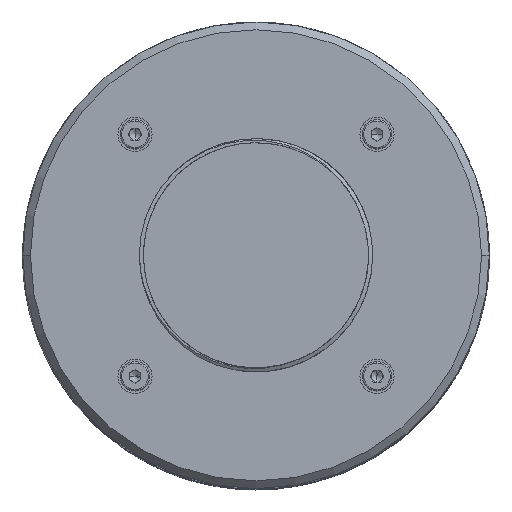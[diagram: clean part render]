
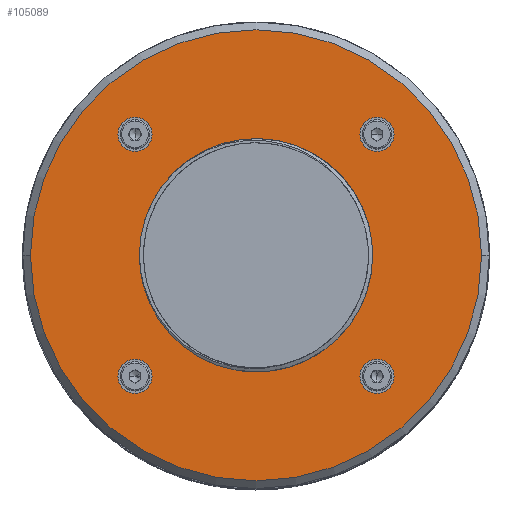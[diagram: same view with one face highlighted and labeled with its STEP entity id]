
A CAD part, top view. The second image highlights one B-rep face of the part: STEP entity #105089.
In plain terms, the highlighted planar face has unit normal (0, 0, 1).
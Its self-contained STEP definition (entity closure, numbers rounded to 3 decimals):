
#236 = CIRCLE ( 'NONE', #122480, 14.4 ) ;
#2056 = VERTEX_POINT ( 'NONE', #59225 ) ;
#2573 = CIRCLE ( 'NONE', #76254, 2.2 ) ;
#4697 = EDGE_CURVE ( 'NONE', #10111, #16648, #2573, .T. ) ;
#5240 = ORIENTED_EDGE ( 'NONE', *, *, #21651, .F. ) ;
#7621 = CARTESIAN_POINT ( 'NONE',  ( 15.556, -15.556, 26.55 ) ) ;
#10085 = DIRECTION ( 'NONE',  ( 0., 0., 1. ) ) ;
#10111 = VERTEX_POINT ( 'NONE', #73261 ) ;
#11284 = VERTEX_POINT ( 'NONE', #101162 ) ;
#13960 = EDGE_CURVE ( 'NONE', #16648, #10111, #21653, .T. ) ;
#14223 = CIRCLE ( 'NONE', #62479, 2.2 ) ;
#15841 = DIRECTION ( 'NONE',  ( 0., 0., -1. ) ) ;
#15859 = CARTESIAN_POINT ( 'NONE',  ( 15.556, 15.556, 26.55 ) ) ;
#16341 = CARTESIAN_POINT ( 'NONE',  ( 0., 30., 26.55 ) ) ;
#16648 = VERTEX_POINT ( 'NONE', #95665 ) ;
#19836 = DIRECTION ( 'NONE',  ( 1., 0., 0. ) ) ;
#21651 = EDGE_CURVE ( 'NONE', #41772, #2056, #69646, .T. ) ;
#21653 = CIRCLE ( 'NONE', #30689, 2.2 ) ;
#22505 = ORIENTED_EDGE ( 'NONE', *, *, #110318, .T. ) ;
#22936 = CIRCLE ( 'NONE', #111186, 2.2 ) ;
#24475 = VERTEX_POINT ( 'NONE', #57529 ) ;
#27474 = DIRECTION ( 'NONE',  ( 0., 0., 1. ) ) ;
#27676 = DIRECTION ( 'NONE',  ( 1., 0., 0. ) ) ;
#27737 = CARTESIAN_POINT ( 'NONE',  ( -15.556, -15.556, 26.55 ) ) ;
#29928 = DIRECTION ( 'NONE',  ( 1., 0., 0. ) ) ;
#30260 = ORIENTED_EDGE ( 'NONE', *, *, #60562, .F. ) ;
#30689 = AXIS2_PLACEMENT_3D ( 'NONE', #7621, #41098, #39650 ) ;
#30929 = FACE_OUTER_BOUND ( 'NONE', #49115, .T. ) ;
#32863 = CIRCLE ( 'NONE', #108123, 29. ) ;
#34385 = ORIENTED_EDGE ( 'NONE', *, *, #42774, .F. ) ;
#34581 = CIRCLE ( 'NONE', #49462, 2.2 ) ;
#34798 = ORIENTED_EDGE ( 'NONE', *, *, #119541, .T. ) ;
#34871 = DIRECTION ( 'NONE',  ( 1., 0., 0. ) ) ;
#36267 = FACE_BOUND ( 'NONE', #36623, .T. ) ;
#36623 = EDGE_LOOP ( 'NONE', ( #90111, #132992 ) ) ;
#37997 = FACE_BOUND ( 'NONE', #138620, .T. ) ;
#39650 = DIRECTION ( 'NONE',  ( 1., 0., 0. ) ) ;
#39992 = DIRECTION ( 'NONE',  ( 1., 0., 0. ) ) ;
#41098 = DIRECTION ( 'NONE',  ( 0., 0., 1. ) ) ;
#41687 = AXIS2_PLACEMENT_3D ( 'NONE', #16341, #15841, #129282 ) ;
#41772 = VERTEX_POINT ( 'NONE', #110721 ) ;
#42774 = EDGE_CURVE ( 'NONE', #108683, #107503, #83546, .T. ) ;
#42789 = CIRCLE ( 'NONE', #128808, 14.4 ) ;
#48007 = DIRECTION ( 'NONE',  ( -1., 0., 0. ) ) ;
#49115 = EDGE_LOOP ( 'NONE', ( #22505, #34798 ) ) ;
#49462 = AXIS2_PLACEMENT_3D ( 'NONE', #143042, #52777, #39992 ) ;
#49804 = ORIENTED_EDGE ( 'NONE', *, *, #120234, .F. ) ;
#49970 = VERTEX_POINT ( 'NONE', #63125 ) ;
#52777 = DIRECTION ( 'NONE',  ( 0., 0., 1. ) ) ;
#55555 = EDGE_CURVE ( 'NONE', #2056, #41772, #64346, .T. ) ;
#56581 = CARTESIAN_POINT ( 'NONE',  ( -17.756, 15.556, 26.55 ) ) ;
#56803 = ORIENTED_EDGE ( 'NONE', *, *, #4697, .F. ) ;
#57529 = CARTESIAN_POINT ( 'NONE',  ( -13.356, -15.556, 26.55 ) ) ;
#58649 = DIRECTION ( 'NONE',  ( 0., 0., 1. ) ) ;
#59225 = CARTESIAN_POINT ( 'NONE',  ( 17.756, 15.556, 26.55 ) ) ;
#59603 = CARTESIAN_POINT ( 'NONE',  ( 15.556, -15.556, 26.55 ) ) ;
#60278 = DIRECTION ( 'NONE',  ( 1., 0., 0. ) ) ;
#60562 = EDGE_CURVE ( 'NONE', #107503, #108683, #22936, .T. ) ;
#62479 = AXIS2_PLACEMENT_3D ( 'NONE', #27737, #127904, #60278 ) ;
#63125 = CARTESIAN_POINT ( 'NONE',  ( -17.756, -15.556, 26.55 ) ) ;
#63928 = CARTESIAN_POINT ( 'NONE',  ( -14.4, 0., 26.55 ) ) ;
#64346 = CIRCLE ( 'NONE', #102910, 2.2 ) ;
#64463 = FACE_BOUND ( 'NONE', #76830, .T. ) ;
#66080 = AXIS2_PLACEMENT_3D ( 'NONE', #143833, #122635, #88169 ) ;
#69646 = CIRCLE ( 'NONE', #129627, 2.2 ) ;
#69652 = CIRCLE ( 'NONE', #102716, 29. ) ;
#71065 = ORIENTED_EDGE ( 'NONE', *, *, #55555, .F. ) ;
#72121 = CARTESIAN_POINT ( 'NONE',  ( -29., 0., 26.55 ) ) ;
#73261 = CARTESIAN_POINT ( 'NONE',  ( 13.356, -15.556, 26.55 ) ) ;
#76254 = AXIS2_PLACEMENT_3D ( 'NONE', #59603, #58649, #103645 ) ;
#76830 = EDGE_LOOP ( 'NONE', ( #49804, #119338 ) ) ;
#79772 = DIRECTION ( 'NONE',  ( 0., 0., 1. ) ) ;
#83546 = CIRCLE ( 'NONE', #66080, 2.2 ) ;
#87433 = CARTESIAN_POINT ( 'NONE',  ( -15.556, 15.556, 26.55 ) ) ;
#88169 = DIRECTION ( 'NONE',  ( 1., 0., 0. ) ) ;
#88869 = DIRECTION ( 'NONE',  ( 0., 0., 1. ) ) ;
#90111 = ORIENTED_EDGE ( 'NONE', *, *, #143521, .F. ) ;
#93653 = VERTEX_POINT ( 'NONE', #63928 ) ;
#94525 = FACE_BOUND ( 'NONE', #112804, .T. ) ;
#95081 = CARTESIAN_POINT ( 'NONE',  ( 0., 0., 26.55 ) ) ;
#95665 = CARTESIAN_POINT ( 'NONE',  ( 17.756, -15.556, 26.55 ) ) ;
#95758 = EDGE_LOOP ( 'NONE', ( #71065, #5240 ) ) ;
#101162 = CARTESIAN_POINT ( 'NONE',  ( 14.4, 0., 26.55 ) ) ;
#102716 = AXIS2_PLACEMENT_3D ( 'NONE', #115633, #104339, #48007 ) ;
#102910 = AXIS2_PLACEMENT_3D ( 'NONE', #146306, #79772, #34871 ) ;
#103069 = VERTEX_POINT ( 'NONE', #72121 ) ;
#103645 = DIRECTION ( 'NONE',  ( 1., 0., 0. ) ) ;
#104339 = DIRECTION ( 'NONE',  ( 0., 0., 1. ) ) ;
#105089 = ADVANCED_FACE ( 'NONE', ( #30929, #37997, #64463, #94525, #142135, #36267 ), #117466, .F. ) ;
#107503 = VERTEX_POINT ( 'NONE', #56581 ) ;
#107552 = EDGE_CURVE ( 'NONE', #93653, #11284, #42789, .T. ) ;
#108123 = AXIS2_PLACEMENT_3D ( 'NONE', #122524, #10085, #134819 ) ;
#108683 = VERTEX_POINT ( 'NONE', #146220 ) ;
#110318 = EDGE_CURVE ( 'NONE', #103069, #122399, #69652, .T. ) ;
#110721 = CARTESIAN_POINT ( 'NONE',  ( 13.356, 15.556, 26.55 ) ) ;
#111186 = AXIS2_PLACEMENT_3D ( 'NONE', #87433, #88869, #19836 ) ;
#112804 = EDGE_LOOP ( 'NONE', ( #133034, #56803 ) ) ;
#115633 = CARTESIAN_POINT ( 'NONE',  ( 0., 0., 26.55 ) ) ;
#116138 = EDGE_CURVE ( 'NONE', #49970, #24475, #14223, .T. ) ;
#117466 = PLANE ( 'NONE',  #41687 ) ;
#117748 = DIRECTION ( 'NONE',  ( 1., 0., 0. ) ) ;
#119338 = ORIENTED_EDGE ( 'NONE', *, *, #116138, .F. ) ;
#119541 = EDGE_CURVE ( 'NONE', #122399, #103069, #32863, .T. ) ;
#120234 = EDGE_CURVE ( 'NONE', #24475, #49970, #34581, .T. ) ;
#122399 = VERTEX_POINT ( 'NONE', #124590 ) ;
#122480 = AXIS2_PLACEMENT_3D ( 'NONE', #95081, #27474, #117748 ) ;
#122524 = CARTESIAN_POINT ( 'NONE',  ( 0., 0., 26.55 ) ) ;
#122635 = DIRECTION ( 'NONE',  ( 0., 0., 1. ) ) ;
#124590 = CARTESIAN_POINT ( 'NONE',  ( 29., 0., 26.55 ) ) ;
#127904 = DIRECTION ( 'NONE',  ( 0., 0., 1. ) ) ;
#128808 = AXIS2_PLACEMENT_3D ( 'NONE', #130105, #129623, #29928 ) ;
#129282 = DIRECTION ( 'NONE',  ( -1., 0., 0. ) ) ;
#129623 = DIRECTION ( 'NONE',  ( 0., 0., 1. ) ) ;
#129627 = AXIS2_PLACEMENT_3D ( 'NONE', #15859, #141550, #27676 ) ;
#130105 = CARTESIAN_POINT ( 'NONE',  ( 0., 0., 26.55 ) ) ;
#132992 = ORIENTED_EDGE ( 'NONE', *, *, #107552, .F. ) ;
#133034 = ORIENTED_EDGE ( 'NONE', *, *, #13960, .F. ) ;
#134819 = DIRECTION ( 'NONE',  ( -1., 0., 0. ) ) ;
#138620 = EDGE_LOOP ( 'NONE', ( #34385, #30260 ) ) ;
#141550 = DIRECTION ( 'NONE',  ( 0., 0., 1. ) ) ;
#142135 = FACE_BOUND ( 'NONE', #95758, .T. ) ;
#143042 = CARTESIAN_POINT ( 'NONE',  ( -15.556, -15.556, 26.55 ) ) ;
#143521 = EDGE_CURVE ( 'NONE', #11284, #93653, #236, .T. ) ;
#143833 = CARTESIAN_POINT ( 'NONE',  ( -15.556, 15.556, 26.55 ) ) ;
#146220 = CARTESIAN_POINT ( 'NONE',  ( -13.356, 15.556, 26.55 ) ) ;
#146306 = CARTESIAN_POINT ( 'NONE',  ( 15.556, 15.556, 26.55 ) ) ;
